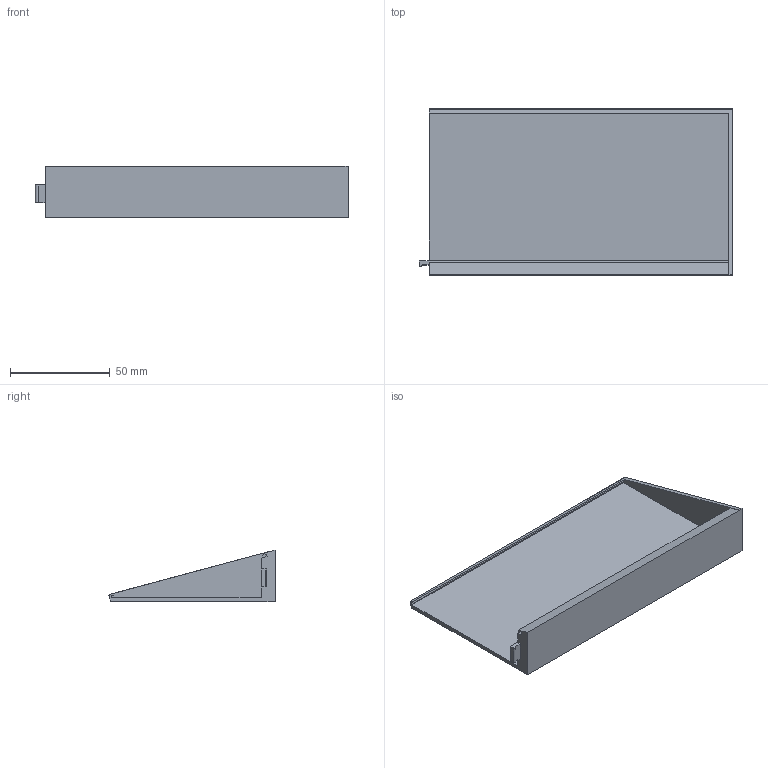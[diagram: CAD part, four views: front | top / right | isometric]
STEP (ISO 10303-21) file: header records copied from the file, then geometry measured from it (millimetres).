
FILE_DESCRIPTION(/* description */ ('Alibre Inc.'),/* implementation_level */ '2;1');
FILE_NAME(/* name */ 'export-A64A4C99-9F75-40A5-86F4-AFAD36A30DAF',/* time_stamp */ '2025-03-12T08:42:40+01:00',/* author */ (''),/* organization */ (''),/* preprocessor_version */ 'ST-DEVELOPER v17',/* originating_system */ 'Alibre',/* authorisation */ '');
FILE_SCHEMA (('AUTOMOTIVE_DESIGN'));
Length unit declared in the file: millimetre
Bounding box: 157 x 83.17 x 25.99 mm (x, y, z)
Volume: 51232.1 mm3; surface area: 36844 mm2
Topology: 1 solids, 1 shells, 24 faces, 66 edges, 44 vertices
Faces by surface type: plane 21, cylinder 3
Entity records: 746 total; most frequent: CARTESIAN_POINT 133, ORIENTED_EDGE 132, DIRECTION 98, EDGE_CURVE 66, VECTOR 59, LINE 59, VERTEX_POINT 44, AXIS2_PLACEMENT_3D 30
